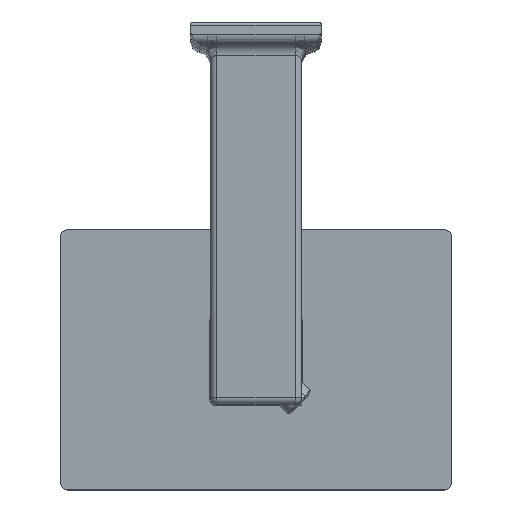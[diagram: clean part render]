
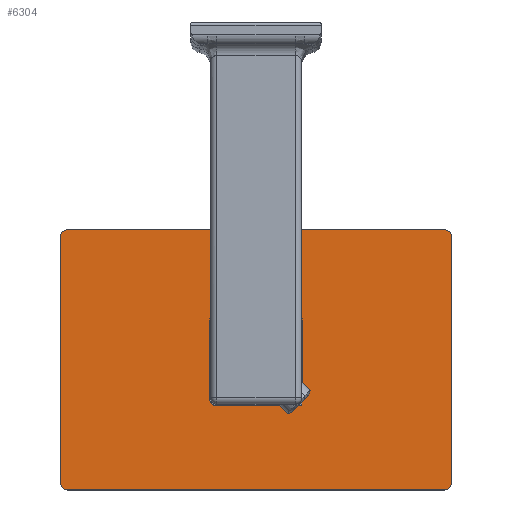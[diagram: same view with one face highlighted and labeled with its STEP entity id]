
A CAD part, top view. The second image highlights one B-rep face of the part: STEP entity #6304.
In plain terms, the highlighted planar face has unit normal (0, 0, 1).
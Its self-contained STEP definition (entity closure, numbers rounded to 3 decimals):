
#21 = DIRECTION ( 'NONE',  ( -1., 0., 0. ) ) ;
#24 = DIRECTION ( 'NONE',  ( 0., -1., 0. ) ) ;
#30 = DIRECTION ( 'NONE',  ( 0., 0., -1. ) ) ;
#56 = LINE ( 'NONE', #5755, #6097 ) ;
#66 = EDGE_CURVE ( 'NONE', #1980, #5302, #56, .T. ) ;
#128 = CARTESIAN_POINT ( 'NONE',  ( -7.1, -6.1, 5. ) ) ;
#170 = LINE ( 'NONE', #5870, #6202 ) ;
#223 = CARTESIAN_POINT ( 'NONE',  ( 29., 20., 5. ) ) ;
#228 = VERTEX_POINT ( 'NONE', #3079 ) ;
#250 = VERTEX_POINT ( 'NONE', #128 ) ;
#266 = ORIENTED_EDGE ( 'NONE', *, *, #2210, .T. ) ;
#402 = CARTESIAN_POINT ( 'NONE',  ( 7.1, 6.1, 5. ) ) ;
#460 = CARTESIAN_POINT ( 'NONE',  ( -30., -20., 5. ) ) ;
#493 = VECTOR ( 'NONE', #3218, 1000. ) ;
#509 = EDGE_CURVE ( 'NONE', #2624, #6493, #5063, .T. ) ;
#528 = EDGE_CURVE ( 'NONE', #4397, #250, #1953, .T. ) ;
#558 = DIRECTION ( 'NONE',  ( 0., 0., -1. ) ) ;
#637 = CARTESIAN_POINT ( 'NONE',  ( -30., 19., 5. ) ) ;
#729 = VERTEX_POINT ( 'NONE', #2696 ) ;
#897 = CIRCLE ( 'NONE', #2990, 1. ) ;
#1109 = EDGE_CURVE ( 'NONE', #2077, #5001, #1335, .T. ) ;
#1142 = CARTESIAN_POINT ( 'NONE',  ( 30., 19., 5. ) ) ;
#1156 = DIRECTION ( 'NONE',  ( -1., 0., 0. ) ) ;
#1204 = CARTESIAN_POINT ( 'NONE',  ( 29., -19., 5. ) ) ;
#1223 = DIRECTION ( 'NONE',  ( -1., 0., 0. ) ) ;
#1225 = DIRECTION ( 'NONE',  ( -1., 0., 0. ) ) ;
#1248 = CARTESIAN_POINT ( 'NONE',  ( 0., 0., 5. ) ) ;
#1335 = LINE ( 'NONE', #4360, #2490 ) ;
#1483 = CARTESIAN_POINT ( 'NONE',  ( -6.1, -7.1, 5. ) ) ;
#1491 = VERTEX_POINT ( 'NONE', #5462 ) ;
#1608 = EDGE_CURVE ( 'NONE', #4441, #729, #4219, .T. ) ;
#1804 = EDGE_CURVE ( 'NONE', #6159, #1980, #5313, .T. ) ;
#1843 = DIRECTION ( 'NONE',  ( 0., 0., -1. ) ) ;
#1953 = CIRCLE ( 'NONE', #7350, 1. ) ;
#1980 = VERTEX_POINT ( 'NONE', #223 ) ;
#2050 = CARTESIAN_POINT ( 'NONE',  ( 30., -20., 5. ) ) ;
#2077 = VERTEX_POINT ( 'NONE', #2647 ) ;
#2134 = ORIENTED_EDGE ( 'NONE', *, *, #7163, .T. ) ;
#2210 = EDGE_CURVE ( 'NONE', #729, #2279, #3215, .T. ) ;
#2244 = VERTEX_POINT ( 'NONE', #5659 ) ;
#2279 = VERTEX_POINT ( 'NONE', #2684 ) ;
#2314 = DIRECTION ( 'NONE',  ( 0., 0., -1. ) ) ;
#2330 = AXIS2_PLACEMENT_3D ( 'NONE', #6571, #5364, #6549 ) ;
#2417 = ORIENTED_EDGE ( 'NONE', *, *, #4063, .T. ) ;
#2469 = CARTESIAN_POINT ( 'NONE',  ( -29., 20., 5. ) ) ;
#2490 = VECTOR ( 'NONE', #3128, 1000. ) ;
#2523 = ORIENTED_EDGE ( 'NONE', *, *, #1804, .T. ) ;
#2610 = CARTESIAN_POINT ( 'NONE',  ( -30., -20., 5. ) ) ;
#2624 = VERTEX_POINT ( 'NONE', #7171 ) ;
#2647 = CARTESIAN_POINT ( 'NONE',  ( 7.1, -6.1, 5. ) ) ;
#2684 = CARTESIAN_POINT ( 'NONE',  ( 29., -20., 5. ) ) ;
#2696 = CARTESIAN_POINT ( 'NONE',  ( -29., -20., 5. ) ) ;
#2762 = CARTESIAN_POINT ( 'NONE',  ( -29., -19., 5. ) ) ;
#2880 = EDGE_LOOP ( 'NONE', ( #7312, #5872, #6229, #2417, #6451, #3581, #6985, #5555 ) ) ;
#2944 = LINE ( 'NONE', #2610, #3491 ) ;
#2983 = PLANE ( 'NONE',  #6628 ) ;
#2990 = AXIS2_PLACEMENT_3D ( 'NONE', #1204, #5258, #1225 ) ;
#3079 = CARTESIAN_POINT ( 'NONE',  ( 30., -19., 5. ) ) ;
#3128 = DIRECTION ( 'NONE',  ( 0., 1., 0. ) ) ;
#3194 = CARTESIAN_POINT ( 'NONE',  ( -7.1, 7.1, 5. ) ) ;
#3215 = LINE ( 'NONE', #460, #6786 ) ;
#3218 = DIRECTION ( 'NONE',  ( 0., 1., 0. ) ) ;
#3323 = DIRECTION ( 'NONE',  ( 1., 0., 0. ) ) ;
#3491 = VECTOR ( 'NONE', #4389, 1000. ) ;
#3538 = EDGE_CURVE ( 'NONE', #4397, #2244, #3561, .T. ) ;
#3561 = LINE ( 'NONE', #6874, #6596 ) ;
#3581 = ORIENTED_EDGE ( 'NONE', *, *, #528, .T. ) ;
#3626 = ORIENTED_EDGE ( 'NONE', *, *, #6870, .T. ) ;
#3708 = ORIENTED_EDGE ( 'NONE', *, *, #66, .T. ) ;
#3722 = EDGE_LOOP ( 'NONE', ( #266, #7019, #3980, #2523, #3708, #3626, #2134, #6543 ) ) ;
#3726 = EDGE_CURVE ( 'NONE', #1491, #5001, #5393, .T. ) ;
#3732 = VECTOR ( 'NONE', #6761, 1000. ) ;
#3933 = DIRECTION ( 'NONE',  ( 0., 0., 1. ) ) ;
#3961 = EDGE_CURVE ( 'NONE', #1491, #6493, #5760, .T. ) ;
#3980 = ORIENTED_EDGE ( 'NONE', *, *, #7233, .T. ) ;
#3990 = DIRECTION ( 'NONE',  ( 1., 0., 0. ) ) ;
#4063 = EDGE_CURVE ( 'NONE', #2077, #2244, #7060, .T. ) ;
#4093 = AXIS2_PLACEMENT_3D ( 'NONE', #6374, #4631, #1156 ) ;
#4151 = VERTEX_POINT ( 'NONE', #637 ) ;
#4219 = CIRCLE ( 'NONE', #7546, 1. ) ;
#4360 = CARTESIAN_POINT ( 'NONE',  ( 7.1, -7.1, 5. ) ) ;
#4389 = DIRECTION ( 'NONE',  ( 0., -1., 0. ) ) ;
#4397 = VERTEX_POINT ( 'NONE', #1483 ) ;
#4401 = CARTESIAN_POINT ( 'NONE',  ( -30., -19., 5. ) ) ;
#4441 = VERTEX_POINT ( 'NONE', #4401 ) ;
#4546 = DIRECTION ( 'NONE',  ( -1., 0., 0. ) ) ;
#4628 = EDGE_CURVE ( 'NONE', #2624, #250, #170, .T. ) ;
#4631 = DIRECTION ( 'NONE',  ( 0., 0., 1. ) ) ;
#4746 = DIRECTION ( 'NONE',  ( 0., 0., 1. ) ) ;
#4775 = CARTESIAN_POINT ( 'NONE',  ( -29., 19., 5. ) ) ;
#4825 = AXIS2_PLACEMENT_3D ( 'NONE', #4775, #4746, #21 ) ;
#5001 = VERTEX_POINT ( 'NONE', #402 ) ;
#5063 = CIRCLE ( 'NONE', #2330, 1. ) ;
#5189 = EDGE_CURVE ( 'NONE', #2279, #228, #897, .T. ) ;
#5224 = DIRECTION ( 'NONE',  ( -1., 0., 0. ) ) ;
#5258 = DIRECTION ( 'NONE',  ( 0., 0., 1. ) ) ;
#5302 = VERTEX_POINT ( 'NONE', #2469 ) ;
#5313 = CIRCLE ( 'NONE', #4093, 1. ) ;
#5364 = DIRECTION ( 'NONE',  ( 0., 0., -1. ) ) ;
#5393 = CIRCLE ( 'NONE', #5733, 1. ) ;
#5444 = CARTESIAN_POINT ( 'NONE',  ( -6.1, -6.1, 5. ) ) ;
#5462 = CARTESIAN_POINT ( 'NONE',  ( 6.1, 7.1, 5. ) ) ;
#5512 = LINE ( 'NONE', #2050, #493 ) ;
#5555 = ORIENTED_EDGE ( 'NONE', *, *, #509, .T. ) ;
#5620 = FACE_OUTER_BOUND ( 'NONE', #3722, .T. ) ;
#5659 = CARTESIAN_POINT ( 'NONE',  ( 6.1, -7.1, 5. ) ) ;
#5733 = AXIS2_PLACEMENT_3D ( 'NONE', #5927, #558, #5842 ) ;
#5755 = CARTESIAN_POINT ( 'NONE',  ( -30., 20., 5. ) ) ;
#5760 = LINE ( 'NONE', #3194, #3732 ) ;
#5842 = DIRECTION ( 'NONE',  ( -1., 0., 0. ) ) ;
#5870 = CARTESIAN_POINT ( 'NONE',  ( -7.1, -7.1, 5. ) ) ;
#5872 = ORIENTED_EDGE ( 'NONE', *, *, #3726, .T. ) ;
#5909 = CARTESIAN_POINT ( 'NONE',  ( 6.1, -6.1, 5. ) ) ;
#5927 = CARTESIAN_POINT ( 'NONE',  ( 6.1, 6.1, 5. ) ) ;
#5991 = DIRECTION ( 'NONE',  ( -1., 0., 0. ) ) ;
#6097 = VECTOR ( 'NONE', #4546, 1000. ) ;
#6159 = VERTEX_POINT ( 'NONE', #1142 ) ;
#6202 = VECTOR ( 'NONE', #24, 1000. ) ;
#6229 = ORIENTED_EDGE ( 'NONE', *, *, #1109, .F. ) ;
#6260 = DIRECTION ( 'NONE',  ( -1., 0., 0. ) ) ;
#6304 = ADVANCED_FACE ( 'NONE', ( #7184, #5620 ), #2983, .F. ) ;
#6374 = CARTESIAN_POINT ( 'NONE',  ( 29., 19., 5. ) ) ;
#6451 = ORIENTED_EDGE ( 'NONE', *, *, #3538, .F. ) ;
#6471 = AXIS2_PLACEMENT_3D ( 'NONE', #5909, #30, #5224 ) ;
#6493 = VERTEX_POINT ( 'NONE', #6714 ) ;
#6543 = ORIENTED_EDGE ( 'NONE', *, *, #1608, .T. ) ;
#6549 = DIRECTION ( 'NONE',  ( -1., 0., 0. ) ) ;
#6571 = CARTESIAN_POINT ( 'NONE',  ( -6.1, 6.1, 5. ) ) ;
#6596 = VECTOR ( 'NONE', #3990, 1000. ) ;
#6628 = AXIS2_PLACEMENT_3D ( 'NONE', #1248, #2314, #1223 ) ;
#6714 = CARTESIAN_POINT ( 'NONE',  ( -6.1, 7.1, 5. ) ) ;
#6761 = DIRECTION ( 'NONE',  ( -1., 0., 0. ) ) ;
#6786 = VECTOR ( 'NONE', #3323, 1000. ) ;
#6870 = EDGE_CURVE ( 'NONE', #5302, #4151, #7466, .T. ) ;
#6874 = CARTESIAN_POINT ( 'NONE',  ( -7.1, -7.1, 5. ) ) ;
#6985 = ORIENTED_EDGE ( 'NONE', *, *, #4628, .F. ) ;
#7019 = ORIENTED_EDGE ( 'NONE', *, *, #5189, .T. ) ;
#7060 = CIRCLE ( 'NONE', #6471, 1. ) ;
#7163 = EDGE_CURVE ( 'NONE', #4151, #4441, #2944, .T. ) ;
#7171 = CARTESIAN_POINT ( 'NONE',  ( -7.1, 6.1, 5. ) ) ;
#7184 = FACE_BOUND ( 'NONE', #2880, .T. ) ;
#7233 = EDGE_CURVE ( 'NONE', #228, #6159, #5512, .T. ) ;
#7312 = ORIENTED_EDGE ( 'NONE', *, *, #3961, .F. ) ;
#7350 = AXIS2_PLACEMENT_3D ( 'NONE', #5444, #1843, #5991 ) ;
#7466 = CIRCLE ( 'NONE', #4825, 1. ) ;
#7546 = AXIS2_PLACEMENT_3D ( 'NONE', #2762, #3933, #6260 ) ;
